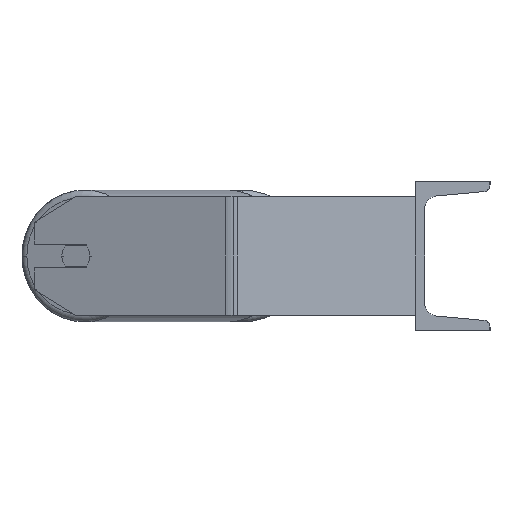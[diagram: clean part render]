
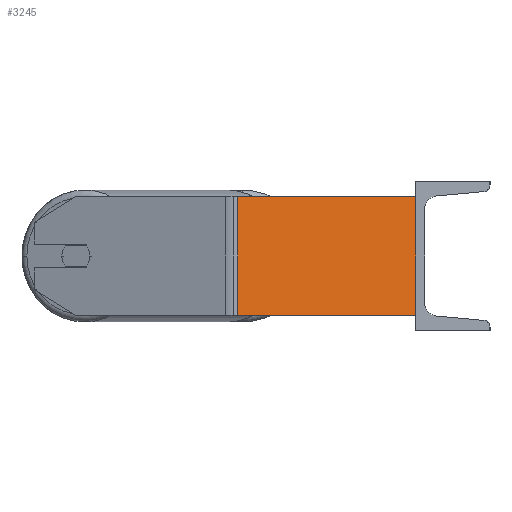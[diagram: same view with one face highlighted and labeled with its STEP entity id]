
A CAD part, left-side view. The second image highlights one B-rep face of the part: STEP entity #3245.
In plain terms, the highlighted planar face has unit normal (-0.985, -0.174, 0).
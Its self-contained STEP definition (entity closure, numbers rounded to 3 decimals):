
#15 = ORIENTED_EDGE ( 'NONE', *, *, #3095, .T. ) ;
#611 = PLANE ( 'NONE',  #1581 ) ;
#1071 = EDGE_LOOP ( 'NONE', ( #6865, #7088, #3411, #15 ) ) ;
#1168 = VECTOR ( 'NONE', #6520, 1000. ) ;
#1212 = LINE ( 'NONE', #4005, #6848 ) ;
#1581 = AXIS2_PLACEMENT_3D ( 'NONE', #8333, #4784, #1979 ) ;
#1710 = CARTESIAN_POINT ( 'NONE',  ( -506.183, 120.134, 40. ) ) ;
#1871 = CARTESIAN_POINT ( 'NONE',  ( -506.927, 124.356, -40. ) ) ;
#1979 = DIRECTION ( 'NONE',  ( -0.174, 0.985, 0. ) ) ;
#2204 = EDGE_CURVE ( 'NONE', #6599, #2352, #1212, .T. ) ;
#2352 = VERTEX_POINT ( 'NONE', #4537 ) ;
#2365 = EDGE_CURVE ( 'NONE', #6666, #2352, #6006, .T. ) ;
#2428 = DIRECTION ( 'NONE',  ( 0.174, -0.985, 0. ) ) ;
#3095 = EDGE_CURVE ( 'NONE', #8607, #6666, #8288, .T. ) ;
#3245 = ADVANCED_FACE ( 'NONE', ( #6991 ), #611, .F. ) ;
#3410 = VECTOR ( 'NONE', #6172, 1000. ) ;
#3411 = ORIENTED_EDGE ( 'NONE', *, *, #8473, .F. ) ;
#3943 = CARTESIAN_POINT ( 'NONE',  ( -506.183, 120.134, 40. ) ) ;
#4005 = CARTESIAN_POINT ( 'NONE',  ( -485., 0., 40. ) ) ;
#4058 = DIRECTION ( 'NONE',  ( 0., 0., -1. ) ) ;
#4537 = CARTESIAN_POINT ( 'NONE',  ( -485., 0., -40. ) ) ;
#4784 = DIRECTION ( 'NONE',  ( 0.985, 0.174, 0. ) ) ;
#5092 = VECTOR ( 'NONE', #2428, 1000. ) ;
#5153 = CARTESIAN_POINT ( 'NONE',  ( -506.927, 124.356, 40. ) ) ;
#5539 = CARTESIAN_POINT ( 'NONE',  ( -485., 0., 40. ) ) ;
#5742 = LINE ( 'NONE', #5153, #1168 ) ;
#6006 = LINE ( 'NONE', #1871, #5092 ) ;
#6172 = DIRECTION ( 'NONE',  ( 0., 0., -1. ) ) ;
#6520 = DIRECTION ( 'NONE',  ( 0.174, -0.985, 0. ) ) ;
#6599 = VERTEX_POINT ( 'NONE', #5539 ) ;
#6666 = VERTEX_POINT ( 'NONE', #7889 ) ;
#6848 = VECTOR ( 'NONE', #4058, 1000. ) ;
#6865 = ORIENTED_EDGE ( 'NONE', *, *, #2365, .T. ) ;
#6991 = FACE_OUTER_BOUND ( 'NONE', #1071, .T. ) ;
#7088 = ORIENTED_EDGE ( 'NONE', *, *, #2204, .F. ) ;
#7889 = CARTESIAN_POINT ( 'NONE',  ( -506.183, 120.134, -40. ) ) ;
#8288 = LINE ( 'NONE', #3943, #3410 ) ;
#8333 = CARTESIAN_POINT ( 'NONE',  ( -506.927, 124.356, 40. ) ) ;
#8473 = EDGE_CURVE ( 'NONE', #8607, #6599, #5742, .T. ) ;
#8607 = VERTEX_POINT ( 'NONE', #1710 ) ;
